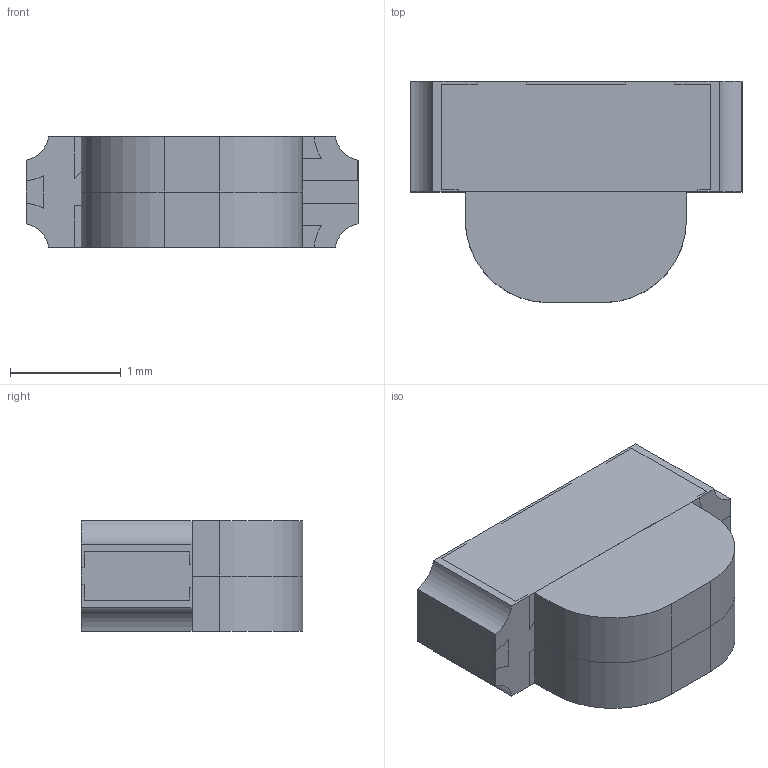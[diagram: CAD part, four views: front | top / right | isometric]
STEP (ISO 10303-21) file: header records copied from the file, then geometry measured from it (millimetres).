
FILE_DESCRIPTION(('FreeCAD Model'),'2;1');
FILE_NAME('Open CASCADE Shape Model','2025-05-11T18:39:13',('Author'),( ''),'Open CASCADE STEP processor 7.8','FreeCAD','Unknown');
FILE_SCHEMA(('AUTOMOTIVE_DESIGN { 1 0 10303 214 1 1 1 1 }'));
Length unit declared in the file: millimetre
Products named in the file (2): APBA3011; APBA3010
Assembly tree (1 placements, depth 2):
  APBA3011
    APBA3010
Bounding box: 3 x 2 x 1 mm (x, y, z)
Volume: 4.6 mm3; surface area: 34.1 mm2
Topology: 7 solids, 7 shells, 143 faces, 1152 edges, 3328 vertices
Faces by surface type: plane 109, cylinder 34
Entity records: 15853 total; most frequent: CARTESIAN_POINT 4625, DIRECTION 1646, LINE 948, VECTOR 948, GEOMETRIC_CURVE_SET 769, ORIENTED_EDGE 768, TRIMMED_CURVE 768, PRESENTATION_STYLE_ASSIGNMENT 406
